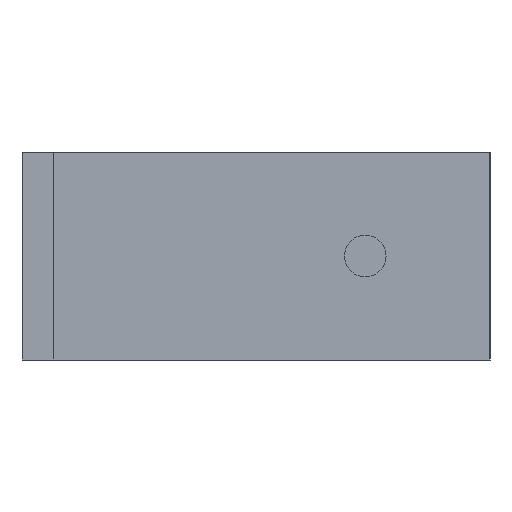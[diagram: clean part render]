
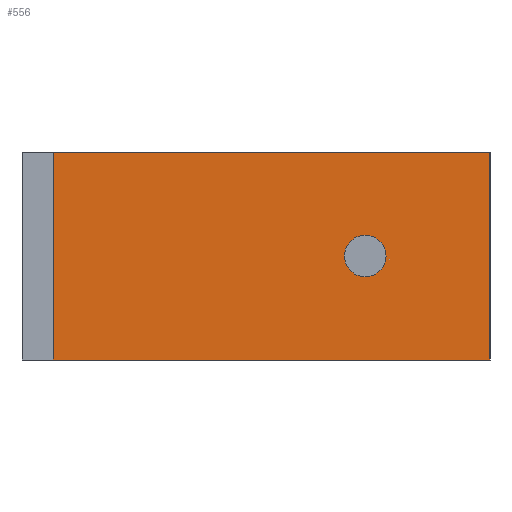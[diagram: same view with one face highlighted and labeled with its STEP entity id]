
A CAD part, left-side view. The second image highlights one B-rep face of the part: STEP entity #556.
In plain terms, the highlighted planar face has unit normal (-1, 0, 0).
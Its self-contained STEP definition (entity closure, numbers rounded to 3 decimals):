
#36=FACE_BOUND('',#120,.T.);
#56=CIRCLE('',#620,2.);
#76=FACE_OUTER_BOUND('',#119,.T.);
#119=EDGE_LOOP('',(#430,#431,#432,#433));
#120=EDGE_LOOP('',(#434));
#159=LINE('',#833,#213);
#163=LINE('',#840,#217);
#176=LINE('',#888,#230);
#178=LINE('',#891,#232);
#213=VECTOR('',#669,1.);
#217=VECTOR('',#675,1.);
#230=VECTOR('',#722,1.);
#232=VECTOR('',#726,1.);
#259=VERTEX_POINT('',#814);
#265=VERTEX_POINT('',#832);
#267=VERTEX_POINT('',#838);
#285=VERTEX_POINT('',#887);
#286=VERTEX_POINT('',#892);
#311=EDGE_CURVE('',#259,#265,#159,.T.);
#315=EDGE_CURVE('',#267,#259,#163,.T.);
#339=EDGE_CURVE('',#285,#265,#176,.T.);
#341=EDGE_CURVE('',#267,#285,#178,.T.);
#342=EDGE_CURVE('',#286,#286,#56,.T.);
#430=ORIENTED_EDGE('',*,*,#315,.F.);
#431=ORIENTED_EDGE('',*,*,#341,.T.);
#432=ORIENTED_EDGE('',*,*,#339,.T.);
#433=ORIENTED_EDGE('',*,*,#311,.F.);
#434=ORIENTED_EDGE('',*,*,#342,.T.);
#534=PLANE('',#619);
#556=ADVANCED_FACE('',(#76,#36),#534,.T.);
#619=AXIS2_PLACEMENT_3D('',#890,#724,#725);
#620=AXIS2_PLACEMENT_3D('',#893,#727,#728);
#669=DIRECTION('',(0.,-1.,0.));
#675=DIRECTION('',(0.,0.,1.));
#722=DIRECTION('',(0.,0.,1.));
#724=DIRECTION('center_axis',(-1.,0.,0.));
#725=DIRECTION('ref_axis',(0.,0.,1.));
#726=DIRECTION('',(0.,-1.,0.));
#727=DIRECTION('center_axis',(1.,0.,0.));
#728=DIRECTION('ref_axis',(0.,1.,0.));
#814=CARTESIAN_POINT('',(-32.25,-3.,10.));
#832=CARTESIAN_POINT('',(-32.25,-45.,10.));
#833=CARTESIAN_POINT('',(-32.25,0.,10.));
#838=CARTESIAN_POINT('',(-32.25,-3.,-10.));
#840=CARTESIAN_POINT('',(-32.25,-3.,-10.));
#887=CARTESIAN_POINT('',(-32.25,-45.,-10.));
#888=CARTESIAN_POINT('',(-32.25,-45.,-10.));
#890=CARTESIAN_POINT('Origin',(-32.25,0.,-10.));
#891=CARTESIAN_POINT('',(-32.25,0.,-10.));
#892=CARTESIAN_POINT('',(-32.25,-35.,0.));
#893=CARTESIAN_POINT('Origin',(-32.25,-33.,0.));
